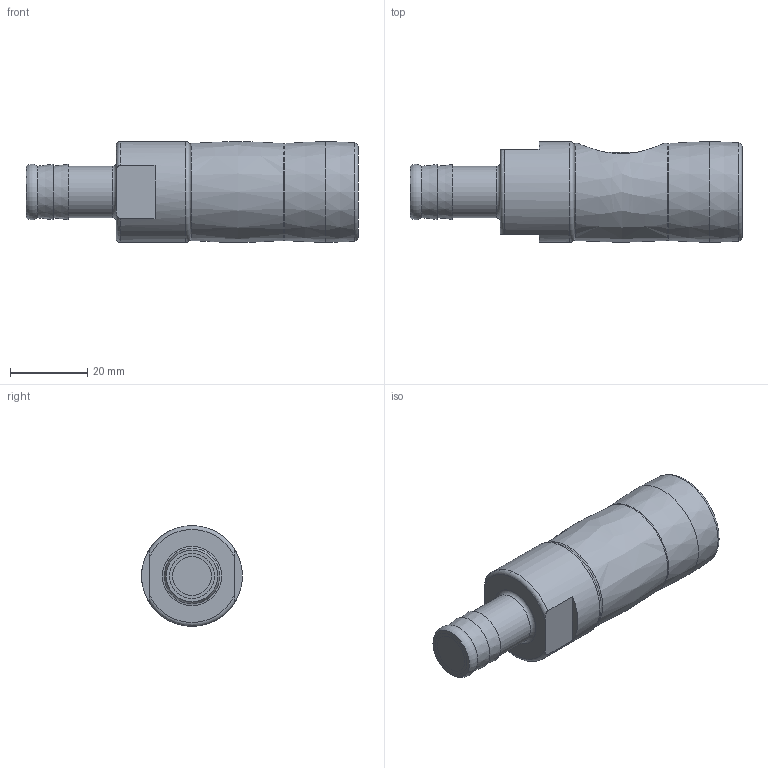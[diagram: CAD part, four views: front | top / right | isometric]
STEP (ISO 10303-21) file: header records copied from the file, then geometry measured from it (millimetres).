
FILE_DESCRIPTION(/* description */ (''),/* implementation_level */ '2;1');
FILE_NAME(/* name */ '26KPTF13APX.stp',/* time_stamp */ '2020-02-13T13:49:40+01:00',/* author */ ('IA176480'),/* organization */ (''),/* preprocessor_version */ 'ST-DEVELOPER v17',/* originating_system */ 'Autodesk Inventor 2019',/* authorisation */ '');
FILE_SCHEMA (('AUTOMOTIVE_DESIGN { 1 0 10303 214 3 1 1 }'));
Length unit declared in the file: millimetre
Products named in the file (1): 26KPTF13APX
Bounding box: 85.7 x 26 x 26 mm (x, y, z)
Volume: 41277.7 mm3; surface area: 25852.4 mm2
Topology: 39 solids, 39 shells, 254 faces, 705 edges, 484 vertices
Faces by surface type: cylinder 82, plane 72, cone 40, sphere 27, torus 20, bspline 13
Full cylindrical faces by diameter (mm): 3.5 x1, 4 x11, 6.5 x1, 6.6 x1, 7 x1, 9.2 x1, 9.4 x1, 9.6 x3, 9.65 x1, 10 x1, 10.1 x2, 11.575 x1, 11.75 x1, 12.1 x1, 12.25 x1, 12.4 x3, 12.8 x1, 13.3 x1, 13.6 x1, 14.6 x1, 15 x1, 15.8 x2, 16.424 x1, 16.5 x1, 16.6 x1, 17.8 x1, 17.9 x1, 18.1 x4, 18.2 x2, 21 x10
Entity records: 15839 total; most frequent: CARTESIAN_POINT 9462, DIRECTION 1311, ORIENTED_EDGE 1304, EDGE_CURVE 652, AXIS2_PLACEMENT_3D 567, VERTEX_POINT 484, CIRCLE 322, EDGE_LOOP 294
